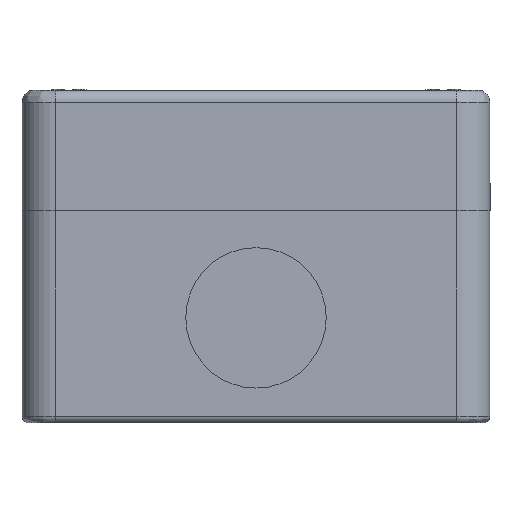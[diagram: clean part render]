
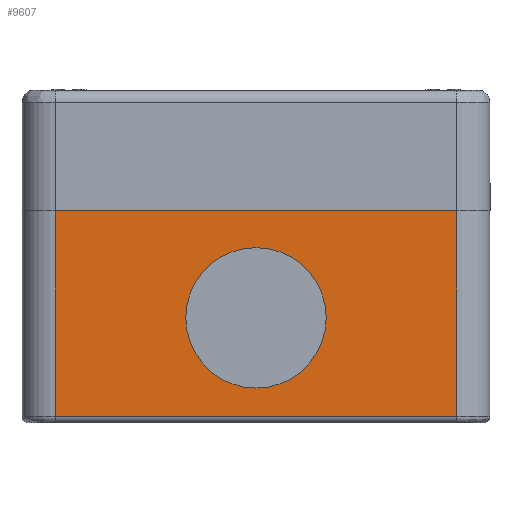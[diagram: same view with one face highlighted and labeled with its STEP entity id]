
A CAD part, front view. The second image highlights one B-rep face of the part: STEP entity #9607.
In plain terms, the highlighted planar face has unit normal (0, -1, 0).
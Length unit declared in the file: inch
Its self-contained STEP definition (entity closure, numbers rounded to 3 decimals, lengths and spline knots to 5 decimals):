
#36 = FACE_OUTER_BOUND ( 'NONE', #6375, .T. ) ;
#746 = CARTESIAN_POINT ( 'NONE',  ( -0.84883, -2.06624, -0.43171 ) ) ;
#806 = CARTESIAN_POINT ( 'NONE',  ( -0.84883, -2.06624, 0.17262 ) ) ;
#1318 = EDGE_CURVE ( 'NONE', #19431, #5489, #23770, .T. ) ;
#3559 = CARTESIAN_POINT ( 'NONE',  ( 1.51337, -2.06624, -0.43171 ) ) ;
#3837 = EDGE_CURVE ( 'NONE', #16370, #17078, #18307, .T. ) ;
#3889 = CARTESIAN_POINT ( 'NONE',  ( 1.51337, -2.06624, -1.03605 ) ) ;
#4083 = CARTESIAN_POINT ( 'NONE',  ( 1.51337, -2.06624, 0.17262 ) ) ;
#4782 = LINE ( 'NONE', #4083, #5626 ) ;
#5489 = VERTEX_POINT ( 'NONE', #806 ) ;
#5626 = VECTOR ( 'NONE', #7844, 39.37008 ) ;
#6375 = EDGE_LOOP ( 'NONE', ( #7460, #9265, #23787, #8858 ) ) ;
#6530 = EDGE_CURVE ( 'NONE', #17078, #16370, #21618, .T. ) ;
#6875 = ORIENTED_EDGE ( 'NONE', *, *, #3837, .T. ) ;
#7460 = ORIENTED_EDGE ( 'NONE', *, *, #23329, .F. ) ;
#7462 = EDGE_CURVE ( 'NONE', #20795, #5489, #4782, .T. ) ;
#7844 = DIRECTION ( 'NONE',  ( -1., 0., 0. ) ) ;
#8579 = AXIS2_PLACEMENT_3D ( 'NONE', #21358, #23186, #9986 ) ;
#8787 = CARTESIAN_POINT ( 'NONE',  ( 0.33227, -2.06624, -1.03605 ) ) ;
#8858 = ORIENTED_EDGE ( 'NONE', *, *, #1318, .F. ) ;
#9068 = VECTOR ( 'NONE', #15596, 39.37008 ) ;
#9105 = AXIS2_PLACEMENT_3D ( 'NONE', #22947, #13719, #15412 ) ;
#9265 = ORIENTED_EDGE ( 'NONE', *, *, #16065, .T. ) ;
#9607 = ADVANCED_FACE ( 'NONE', ( #13349, #36 ), #16427, .T. ) ;
#9986 = DIRECTION ( 'NONE',  ( 0., 0., 1. ) ) ;
#10825 = DIRECTION ( 'NONE',  ( 0., 0., -1. ) ) ;
#11544 = VERTEX_POINT ( 'NONE', #3889 ) ;
#12060 = LINE ( 'NONE', #8787, #23588 ) ;
#12651 = DIRECTION ( 'NONE',  ( -1., 0., 0. ) ) ;
#12748 = DIRECTION ( 'NONE',  ( 0., -1., 0. ) ) ;
#13211 = EDGE_LOOP ( 'NONE', ( #17326, #6875 ) ) ;
#13349 = FACE_BOUND ( 'NONE', #13211, .T. ) ;
#13719 = DIRECTION ( 'NONE',  ( 0., 1., 0. ) ) ;
#15328 = LINE ( 'NONE', #18172, #16199 ) ;
#15412 = DIRECTION ( 'NONE',  ( 0., 0., 1. ) ) ;
#15596 = DIRECTION ( 'NONE',  ( 0., 0., 1. ) ) ;
#15930 = CARTESIAN_POINT ( 'NONE',  ( -0.84883, -2.06624, -1.03605 ) ) ;
#16065 = EDGE_CURVE ( 'NONE', #11544, #20795, #15328, .T. ) ;
#16199 = VECTOR ( 'NONE', #18309, 39.37008 ) ;
#16370 = VERTEX_POINT ( 'NONE', #20530 ) ;
#16427 = PLANE ( 'NONE',  #19732 ) ;
#17078 = VERTEX_POINT ( 'NONE', #21282 ) ;
#17326 = ORIENTED_EDGE ( 'NONE', *, *, #6530, .T. ) ;
#18172 = CARTESIAN_POINT ( 'NONE',  ( 1.51337, -2.06624, -0.43171 ) ) ;
#18307 = CIRCLE ( 'NONE', #9105, 0.41339 ) ;
#18309 = DIRECTION ( 'NONE',  ( 0., 0., 1. ) ) ;
#19431 = VERTEX_POINT ( 'NONE', #15930 ) ;
#19732 = AXIS2_PLACEMENT_3D ( 'NONE', #3559, #12748, #10825 ) ;
#20530 = CARTESIAN_POINT ( 'NONE',  ( 0.33227, -2.06624, -0.87069 ) ) ;
#20795 = VERTEX_POINT ( 'NONE', #23938 ) ;
#21282 = CARTESIAN_POINT ( 'NONE',  ( 0.33227, -2.06624, -0.04392 ) ) ;
#21358 = CARTESIAN_POINT ( 'NONE',  ( 0.33227, -2.06624, -0.4573 ) ) ;
#21618 = CIRCLE ( 'NONE', #8579, 0.41339 ) ;
#22947 = CARTESIAN_POINT ( 'NONE',  ( 0.33227, -2.06624, -0.4573 ) ) ;
#23186 = DIRECTION ( 'NONE',  ( 0., 1., 0. ) ) ;
#23329 = EDGE_CURVE ( 'NONE', #11544, #19431, #12060, .T. ) ;
#23588 = VECTOR ( 'NONE', #12651, 39.37008 ) ;
#23770 = LINE ( 'NONE', #746, #9068 ) ;
#23787 = ORIENTED_EDGE ( 'NONE', *, *, #7462, .T. ) ;
#23938 = CARTESIAN_POINT ( 'NONE',  ( 1.51337, -2.06624, 0.17262 ) ) ;
